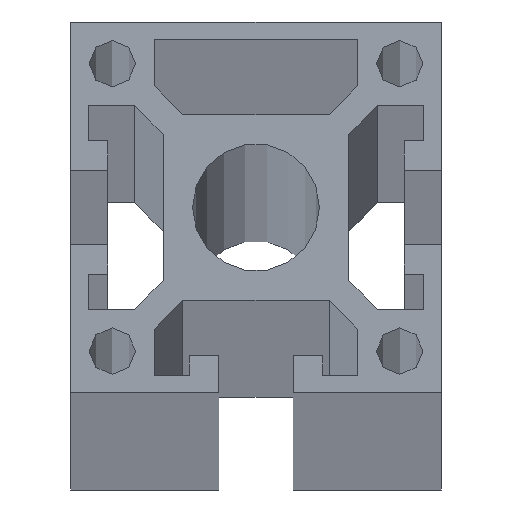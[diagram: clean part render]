
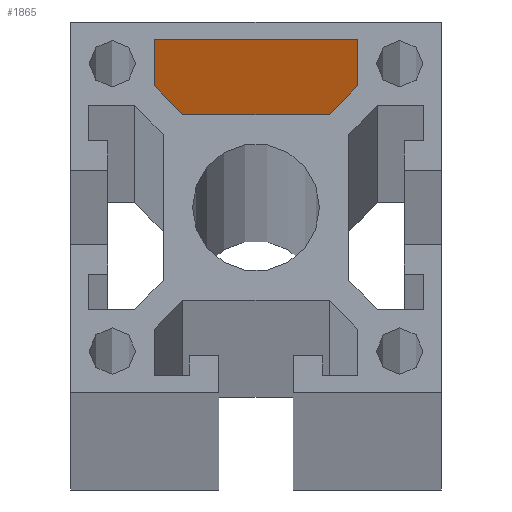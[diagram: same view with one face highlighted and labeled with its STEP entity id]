
A CAD part, top view. The second image highlights one B-rep face of the part: STEP entity #1865.
In plain terms, the highlighted planar face has unit normal (0, -1, 0).
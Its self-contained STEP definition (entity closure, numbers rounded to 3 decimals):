
#281 = EDGE_LOOP ( 'NONE', ( #2035, #2036, #2037, #2038 ) ) ;
#409 = CARTESIAN_POINT ( 'NONE',  ( -11., 18.1, 0. ) ) ;
#514 = EDGE_CURVE ( 'NONE', #1250, #2019, #675, .T. ) ;
#515 = EDGE_CURVE ( 'NONE', #2019, #2023, #678, .T. ) ;
#516 = EDGE_CURVE ( 'NONE', #2023, #1277, #680, .T. ) ;
#517 = EDGE_CURVE ( 'NONE', #1250, #1277, #682, .T. ) ;
#675 = LINE ( 'NONE', #1071, #677 ) ;
#677 = VECTOR ( 'NONE', #1070, 1000. ) ;
#678 = LINE ( 'NONE', #1067, #679 ) ;
#679 = VECTOR ( 'NONE', #1066, 1000. ) ;
#680 = LINE ( 'NONE', #1065, #681 ) ;
#681 = VECTOR ( 'NONE', #1064, 1000. ) ;
#682 = LINE ( 'NONE', #1063, #683 ) ;
#683 = VECTOR ( 'NONE', #1062, 1000. ) ;
#902 = FACE_OUTER_BOUND ( 'NONE', #281, .T. ) ;
#1062 = DIRECTION ( 'NONE',  ( 1., 0., 0. ) ) ;
#1063 = CARTESIAN_POINT ( 'NONE',  ( 0., 18.1, 0. ) ) ;
#1064 = DIRECTION ( 'NONE',  ( 0., 0., 1. ) ) ;
#1065 = CARTESIAN_POINT ( 'NONE',  ( 11., 18.1, -3000. ) ) ;
#1066 = DIRECTION ( 'NONE',  ( 1., 0., 0. ) ) ;
#1067 = CARTESIAN_POINT ( 'NONE',  ( 0., 18.1, -6000. ) ) ;
#1070 = DIRECTION ( 'NONE',  ( 0., 0., -1. ) ) ;
#1071 = CARTESIAN_POINT ( 'NONE',  ( -11., 18.1, -3000. ) ) ;
#1124 = CARTESIAN_POINT ( 'NONE',  ( -11., 18.1, -6000. ) ) ;
#1128 = CARTESIAN_POINT ( 'NONE',  ( 11., 18.1, -6000. ) ) ;
#1250 = VERTEX_POINT ( 'NONE', #409 ) ;
#1277 = VERTEX_POINT ( 'NONE', #1678 ) ;
#1515 = PLANE ( 'NONE',  #1945 ) ;
#1516 = CARTESIAN_POINT ( 'NONE',  ( -11., 18.1, -6000. ) ) ;
#1517 = DIRECTION ( 'NONE',  ( 0., 1., 0. ) ) ;
#1518 = DIRECTION ( 'NONE',  ( 0., 0., 1. ) ) ;
#1678 = CARTESIAN_POINT ( 'NONE',  ( 11., 18.1, 0. ) ) ;
#1865 = ADVANCED_FACE ( 'NONE', ( #902 ), #1515, .F. ) ;
#1945 = AXIS2_PLACEMENT_3D ( 'NONE', #1516, #1517, #1518 ) ;
#2019 = VERTEX_POINT ( 'NONE', #1124 ) ;
#2023 = VERTEX_POINT ( 'NONE', #1128 ) ;
#2035 = ORIENTED_EDGE ( 'NONE', *, *, #514, .T. ) ;
#2036 = ORIENTED_EDGE ( 'NONE', *, *, #515, .T. ) ;
#2037 = ORIENTED_EDGE ( 'NONE', *, *, #516, .T. ) ;
#2038 = ORIENTED_EDGE ( 'NONE', *, *, #517, .F. ) ;
